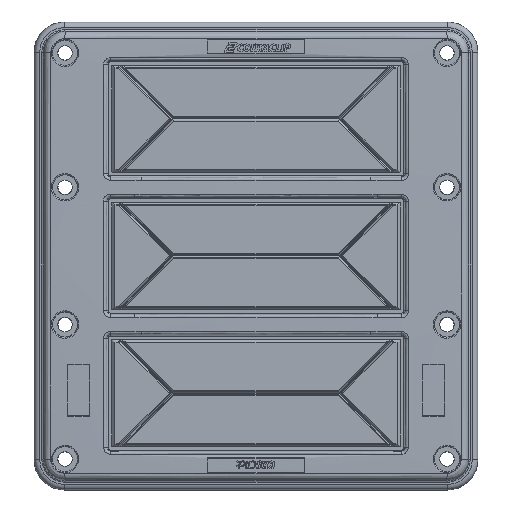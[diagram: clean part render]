
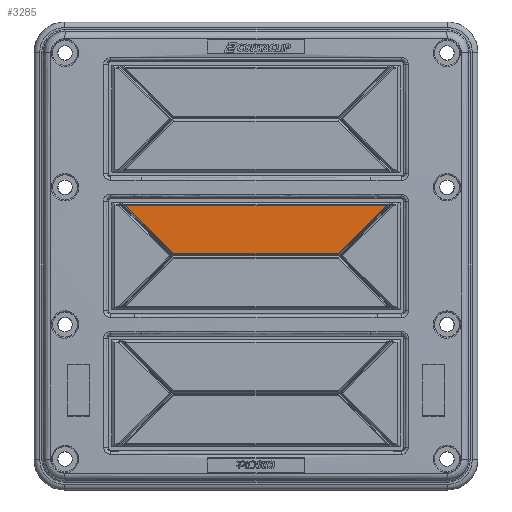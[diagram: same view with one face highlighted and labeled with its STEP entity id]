
A CAD part, top view. The second image highlights one B-rep face of the part: STEP entity #3285.
In plain terms, the highlighted planar face has unit normal (0, 0, 1).
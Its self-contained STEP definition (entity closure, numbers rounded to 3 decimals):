
#1690=FACE_OUTER_BOUND('',#12643,.T.);
#3285=ADVANCED_FACE('',(#1690),#4608,.T.);
#4608=PLANE('',#31160);
#7096=LINE('',#46283,#9603);
#7097=LINE('',#46289,#9604);
#7098=LINE('',#46291,#9605);
#7099=LINE('',#46293,#9606);
#9603=VECTOR('',#36772,1.);
#9604=VECTOR('',#36781,1.);
#9605=VECTOR('',#36782,1.);
#9606=VECTOR('',#36783,1.);
#12643=EDGE_LOOP('',(#17406,#17407,#17408,#17409));
#17406=ORIENTED_EDGE('',*,*,#27185,.T.);
#17407=ORIENTED_EDGE('',*,*,#27186,.T.);
#17408=ORIENTED_EDGE('',*,*,#27187,.T.);
#17409=ORIENTED_EDGE('',*,*,#27182,.T.);
#23800=VERTEX_POINT('',#46277);
#23803=VERTEX_POINT('',#46282);
#23805=VERTEX_POINT('',#46290);
#23806=VERTEX_POINT('',#46292);
#27182=EDGE_CURVE('',#23800,#23803,#7096,.T.);
#27185=EDGE_CURVE('',#23803,#23805,#7097,.T.);
#27186=EDGE_CURVE('',#23805,#23806,#7098,.T.);
#27187=EDGE_CURVE('',#23806,#23800,#7099,.T.);
#31160=AXIS2_PLACEMENT_3D('',#46294,#36784,#36785);
#36772=DIRECTION('',(0.707,0.707,0.));
#36781=DIRECTION('',(-1.,0.,0.));
#36782=DIRECTION('',(0.707,-0.707,0.));
#36783=DIRECTION('',(1.,0.,0.));
#36784=DIRECTION('',(0.,0.,1.));
#36785=DIRECTION('',(1.,0.,0.));
#46277=CARTESIAN_POINT('',(-3.122,51.899,17.6));
#46282=CARTESIAN_POINT('',(14.754,69.776,17.6));
#46283=CARTESIAN_POINT('',(-3.122,51.899,17.6));
#46289=CARTESIAN_POINT('',(14.754,69.776,17.6));
#46290=CARTESIAN_POINT('',(-82.254,69.776,17.6));
#46291=CARTESIAN_POINT('',(-82.254,69.776,17.6));
#46292=CARTESIAN_POINT('',(-64.378,51.899,17.6));
#46293=CARTESIAN_POINT('',(-64.378,51.899,17.6));
#46294=CARTESIAN_POINT('',(-33.75,51.,17.6));
